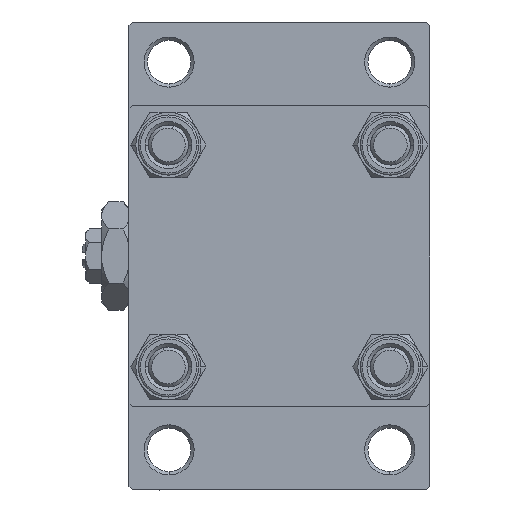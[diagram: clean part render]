
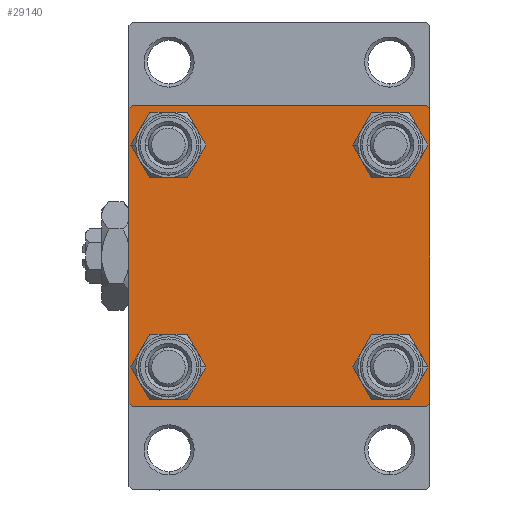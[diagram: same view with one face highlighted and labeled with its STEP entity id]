
A CAD part, left-side view. The second image highlights one B-rep face of the part: STEP entity #29140.
In plain terms, the highlighted planar face has unit normal (-1, 0, 0).
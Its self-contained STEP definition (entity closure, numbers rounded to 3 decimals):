
#581 = EDGE_CURVE ( 'NONE', #1611, #15892, #30992, .T. ) ;
#870 = VERTEX_POINT ( 'NONE', #49147 ) ;
#1047 = CARTESIAN_POINT ( 'NONE',  ( 0., -22.5, 22.5 ) ) ;
#1076 = DIRECTION ( 'NONE',  ( -1., 0., 0. ) ) ;
#1162 = CIRCLE ( 'NONE', #20296, 3.5 ) ;
#1214 = DIRECTION ( 'NONE',  ( 0., 0.707, 0.707 ) ) ;
#1549 = ORIENTED_EDGE ( 'NONE', *, *, #18099, .T. ) ;
#1611 = VERTEX_POINT ( 'NONE', #16783 ) ;
#2519 = CIRCLE ( 'NONE', #33597, 3.5 ) ;
#2759 = CARTESIAN_POINT ( 'NONE',  ( 0., -16.6, -13.1 ) ) ;
#3509 = CARTESIAN_POINT ( 'NONE',  ( 0., 22., -22.5 ) ) ;
#3538 = EDGE_CURVE ( 'NONE', #34978, #1611, #35096, .T. ) ;
#3799 = DIRECTION ( 'NONE',  ( 0., -0.707, -0.707 ) ) ;
#3870 = VERTEX_POINT ( 'NONE', #2759 ) ;
#3951 = DIRECTION ( 'NONE',  ( 0., 0., 1. ) ) ;
#4209 = CARTESIAN_POINT ( 'NONE',  ( 0., 16.6, 13.1 ) ) ;
#4470 = CARTESIAN_POINT ( 'NONE',  ( 0., -22.25, 22.25 ) ) ;
#4666 = EDGE_CURVE ( 'NONE', #15892, #19904, #48808, .T. ) ;
#4822 = FACE_BOUND ( 'NONE', #20727, .T. ) ;
#4911 = ORIENTED_EDGE ( 'NONE', *, *, #12475, .T. ) ;
#5255 = VECTOR ( 'NONE', #40440, 1000. ) ;
#5383 = VECTOR ( 'NONE', #1214, 1000. ) ;
#5975 = AXIS2_PLACEMENT_3D ( 'NONE', #39686, #28691, #43910 ) ;
#6944 = DIRECTION ( 'NONE',  ( 1., 0., 0. ) ) ;
#7073 = VECTOR ( 'NONE', #39929, 1000. ) ;
#7461 = CARTESIAN_POINT ( 'NONE',  ( 0., -16.6, 20.1 ) ) ;
#7627 = LINE ( 'NONE', #18843, #18716 ) ;
#7653 = DIRECTION ( 'NONE',  ( 0., -1., 0. ) ) ;
#8045 = AXIS2_PLACEMENT_3D ( 'NONE', #18973, #34206, #25975 ) ;
#8124 = EDGE_CURVE ( 'NONE', #43390, #21841, #1162, .T. ) ;
#8788 = DIRECTION ( 'NONE',  ( 0., 0., -1. ) ) ;
#9186 = AXIS2_PLACEMENT_3D ( 'NONE', #36403, #40637, #13458 ) ;
#9511 = LINE ( 'NONE', #13506, #5255 ) ;
#10270 = EDGE_CURVE ( 'NONE', #33817, #35426, #26631, .T. ) ;
#10891 = DIRECTION ( 'NONE',  ( 0., 0., 1. ) ) ;
#11643 = CARTESIAN_POINT ( 'NONE',  ( 0., 22.5, -22.5 ) ) ;
#12052 = CARTESIAN_POINT ( 'NONE',  ( 0., -16.6, 13.1 ) ) ;
#12475 = EDGE_CURVE ( 'NONE', #35426, #33817, #13186, .T. ) ;
#13186 = CIRCLE ( 'NONE', #45055, 3.5 ) ;
#13458 = DIRECTION ( 'NONE',  ( 0., 0., 1. ) ) ;
#13466 = VERTEX_POINT ( 'NONE', #18777 ) ;
#13506 = CARTESIAN_POINT ( 'NONE',  ( 0., -22.25, -22.25 ) ) ;
#13760 = EDGE_CURVE ( 'NONE', #44337, #3870, #45127, .T. ) ;
#13924 = CARTESIAN_POINT ( 'NONE',  ( 0., 22.5, 22. ) ) ;
#14427 = CARTESIAN_POINT ( 'NONE',  ( 0., -16.6, 16.6 ) ) ;
#14531 = CARTESIAN_POINT ( 'NONE',  ( 0., -22.5, -22. ) ) ;
#14622 = CARTESIAN_POINT ( 'NONE',  ( 0., 16.6, 16.6 ) ) ;
#15481 = CARTESIAN_POINT ( 'NONE',  ( 0., 22., 22.5 ) ) ;
#15609 = EDGE_CURVE ( 'NONE', #13466, #28372, #42478, .T. ) ;
#15682 = CARTESIAN_POINT ( 'NONE',  ( 0., -16.6, 16.6 ) ) ;
#15714 = DIRECTION ( 'NONE',  ( 1., 0., 0. ) ) ;
#15892 = VERTEX_POINT ( 'NONE', #3509 ) ;
#15966 = CARTESIAN_POINT ( 'NONE',  ( 0., -22., 22.5 ) ) ;
#16084 = VERTEX_POINT ( 'NONE', #15481 ) ;
#16783 = CARTESIAN_POINT ( 'NONE',  ( 0., 22.5, -22. ) ) ;
#18099 = EDGE_CURVE ( 'NONE', #13466, #32750, #38656, .T. ) ;
#18228 = LINE ( 'NONE', #20964, #7073 ) ;
#18413 = ORIENTED_EDGE ( 'NONE', *, *, #581, .T. ) ;
#18439 = ORIENTED_EDGE ( 'NONE', *, *, #13760, .T. ) ;
#18716 = VECTOR ( 'NONE', #34072, 1000. ) ;
#18777 = CARTESIAN_POINT ( 'NONE',  ( 0., -22.5, 22. ) ) ;
#18843 = CARTESIAN_POINT ( 'NONE',  ( 0., 22.5, 22.5 ) ) ;
#18973 = CARTESIAN_POINT ( 'NONE',  ( 0., 16.6, 16.6 ) ) ;
#19064 = CARTESIAN_POINT ( 'NONE',  ( 0., 0., 0. ) ) ;
#19623 = AXIS2_PLACEMENT_3D ( 'NONE', #30198, #15714, #22221 ) ;
#19904 = VERTEX_POINT ( 'NONE', #34346 ) ;
#20002 = CIRCLE ( 'NONE', #8045, 3.5 ) ;
#20296 = AXIS2_PLACEMENT_3D ( 'NONE', #14622, #25589, #10891 ) ;
#20477 = EDGE_CURVE ( 'NONE', #16084, #34978, #18228, .T. ) ;
#20727 = EDGE_LOOP ( 'NONE', ( #30458, #30278 ) ) ;
#20851 = ORIENTED_EDGE ( 'NONE', *, *, #3538, .T. ) ;
#20964 = CARTESIAN_POINT ( 'NONE',  ( 0., 22.25, 22.25 ) ) ;
#21589 = CARTESIAN_POINT ( 'NONE',  ( 0., 16.6, -13.1 ) ) ;
#21841 = VERTEX_POINT ( 'NONE', #25358 ) ;
#22122 = ORIENTED_EDGE ( 'NONE', *, *, #20477, .T. ) ;
#22221 = DIRECTION ( 'NONE',  ( 0., 0., 1. ) ) ;
#22708 = CIRCLE ( 'NONE', #9186, 3.5 ) ;
#23291 = PLANE ( 'NONE',  #28723 ) ;
#23644 = ORIENTED_EDGE ( 'NONE', *, *, #4666, .T. ) ;
#23740 = CARTESIAN_POINT ( 'NONE',  ( 0., 22.25, -22.25 ) ) ;
#25358 = CARTESIAN_POINT ( 'NONE',  ( 0., 16.6, 20.1 ) ) ;
#25589 = DIRECTION ( 'NONE',  ( 1., 0., 0. ) ) ;
#25975 = DIRECTION ( 'NONE',  ( 0., 0., 1. ) ) ;
#25984 = ORIENTED_EDGE ( 'NONE', *, *, #38664, .T. ) ;
#26631 = CIRCLE ( 'NONE', #43370, 3.5 ) ;
#26906 = ORIENTED_EDGE ( 'NONE', *, *, #8124, .T. ) ;
#27283 = FACE_BOUND ( 'NONE', #46512, .T. ) ;
#27353 = DIRECTION ( 'NONE',  ( 0., 0., -1. ) ) ;
#27489 = CIRCLE ( 'NONE', #5975, 3.5 ) ;
#27641 = DIRECTION ( 'NONE',  ( 1., 0., 0. ) ) ;
#27652 = EDGE_CURVE ( 'NONE', #870, #37207, #2519, .T. ) ;
#27924 = ORIENTED_EDGE ( 'NONE', *, *, #15609, .F. ) ;
#28372 = VERTEX_POINT ( 'NONE', #14531 ) ;
#28691 = DIRECTION ( 'NONE',  ( 1., 0., 0. ) ) ;
#28723 = AXIS2_PLACEMENT_3D ( 'NONE', #19064, #1076, #34294 ) ;
#29140 = ADVANCED_FACE ( 'NONE', ( #46729, #38772, #4822, #27283, #42021 ), #23291, .T. ) ;
#29637 = DIRECTION ( 'NONE',  ( 0., 0., 1. ) ) ;
#29990 = CARTESIAN_POINT ( 'NONE',  ( 0., 16.6, -16.6 ) ) ;
#30081 = EDGE_CURVE ( 'NONE', #21841, #43390, #20002, .T. ) ;
#30198 = CARTESIAN_POINT ( 'NONE',  ( 0., -16.6, -16.6 ) ) ;
#30278 = ORIENTED_EDGE ( 'NONE', *, *, #27652, .T. ) ;
#30458 = ORIENTED_EDGE ( 'NONE', *, *, #46928, .T. ) ;
#30468 = DIRECTION ( 'NONE',  ( 1., 0., 0. ) ) ;
#30527 = EDGE_LOOP ( 'NONE', ( #20851, #18413, #23644, #37213, #27924, #1549, #35820, #22122 ) ) ;
#30839 = EDGE_LOOP ( 'NONE', ( #25984, #18439 ) ) ;
#30992 = LINE ( 'NONE', #23740, #34408 ) ;
#31636 = DIRECTION ( 'NONE',  ( 0., 0., 1. ) ) ;
#31903 = CARTESIAN_POINT ( 'NONE',  ( 0., -16.6, -20.1 ) ) ;
#32750 = VERTEX_POINT ( 'NONE', #15966 ) ;
#33597 = AXIS2_PLACEMENT_3D ( 'NONE', #29990, #30468, #31636 ) ;
#33817 = VERTEX_POINT ( 'NONE', #7461 ) ;
#34072 = DIRECTION ( 'NONE',  ( 0., -1., 0. ) ) ;
#34206 = DIRECTION ( 'NONE',  ( 1., 0., 0. ) ) ;
#34294 = DIRECTION ( 'NONE',  ( 0., 0., 1. ) ) ;
#34346 = CARTESIAN_POINT ( 'NONE',  ( 0., -22., -22.5 ) ) ;
#34408 = VECTOR ( 'NONE', #3799, 1000. ) ;
#34549 = VECTOR ( 'NONE', #7653, 1000. ) ;
#34978 = VERTEX_POINT ( 'NONE', #13924 ) ;
#35096 = LINE ( 'NONE', #46798, #36078 ) ;
#35426 = VERTEX_POINT ( 'NONE', #12052 ) ;
#35820 = ORIENTED_EDGE ( 'NONE', *, *, #42519, .F. ) ;
#36078 = VECTOR ( 'NONE', #27353, 1000. ) ;
#36403 = CARTESIAN_POINT ( 'NONE',  ( 0., -16.6, -16.6 ) ) ;
#37207 = VERTEX_POINT ( 'NONE', #21589 ) ;
#37213 = ORIENTED_EDGE ( 'NONE', *, *, #40664, .T. ) ;
#38656 = LINE ( 'NONE', #4470, #5383 ) ;
#38664 = EDGE_CURVE ( 'NONE', #3870, #44337, #22708, .T. ) ;
#38772 = FACE_BOUND ( 'NONE', #30839, .T. ) ;
#39686 = CARTESIAN_POINT ( 'NONE',  ( 0., 16.6, -16.6 ) ) ;
#39929 = DIRECTION ( 'NONE',  ( 0., 0.707, -0.707 ) ) ;
#40440 = DIRECTION ( 'NONE',  ( 0., -0.707, 0.707 ) ) ;
#40637 = DIRECTION ( 'NONE',  ( 1., 0., 0. ) ) ;
#40664 = EDGE_CURVE ( 'NONE', #19904, #28372, #9511, .T. ) ;
#41983 = EDGE_LOOP ( 'NONE', ( #48258, #4911 ) ) ;
#42021 = FACE_OUTER_BOUND ( 'NONE', #30527, .T. ) ;
#42478 = LINE ( 'NONE', #1047, #43563 ) ;
#42519 = EDGE_CURVE ( 'NONE', #16084, #32750, #7627, .T. ) ;
#42984 = ORIENTED_EDGE ( 'NONE', *, *, #30081, .T. ) ;
#43370 = AXIS2_PLACEMENT_3D ( 'NONE', #15682, #27641, #3951 ) ;
#43390 = VERTEX_POINT ( 'NONE', #4209 ) ;
#43563 = VECTOR ( 'NONE', #8788, 1000. ) ;
#43910 = DIRECTION ( 'NONE',  ( 0., 0., 1. ) ) ;
#44337 = VERTEX_POINT ( 'NONE', #31903 ) ;
#45055 = AXIS2_PLACEMENT_3D ( 'NONE', #14427, #6944, #29637 ) ;
#45127 = CIRCLE ( 'NONE', #19623, 3.5 ) ;
#46512 = EDGE_LOOP ( 'NONE', ( #42984, #26906 ) ) ;
#46729 = FACE_BOUND ( 'NONE', #41983, .T. ) ;
#46798 = CARTESIAN_POINT ( 'NONE',  ( 0., 22.5, 22.5 ) ) ;
#46928 = EDGE_CURVE ( 'NONE', #37207, #870, #27489, .T. ) ;
#48258 = ORIENTED_EDGE ( 'NONE', *, *, #10270, .T. ) ;
#48808 = LINE ( 'NONE', #11643, #34549 ) ;
#49147 = CARTESIAN_POINT ( 'NONE',  ( 0., 16.6, -20.1 ) ) ;
